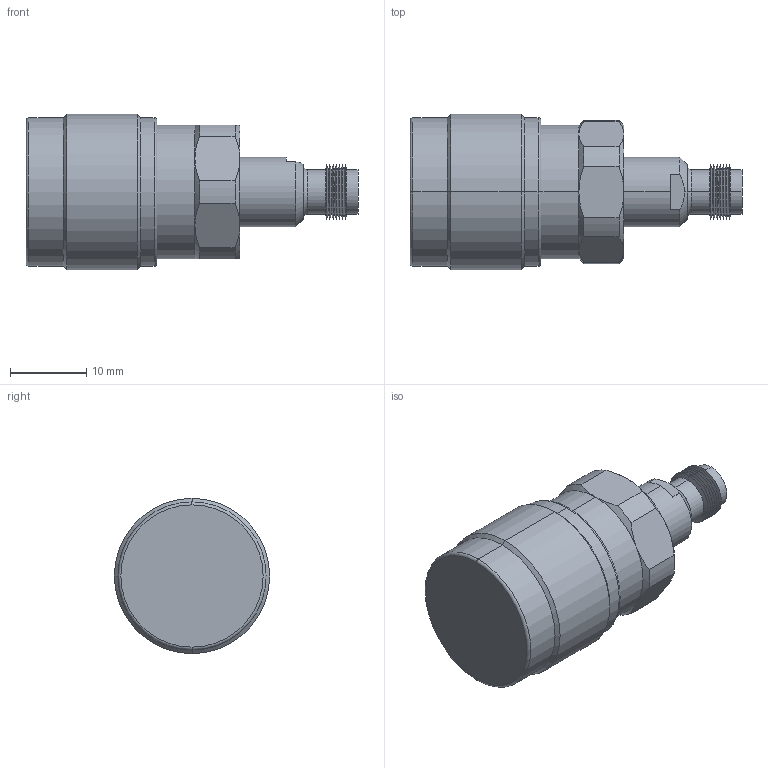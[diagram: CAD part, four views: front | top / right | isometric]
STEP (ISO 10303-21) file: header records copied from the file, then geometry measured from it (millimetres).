
FILE_DESCRIPTION (( 'STEP AP203' ), '1' );
FILE_NAME ('FMAD1330_3D.STEP', '2022-03-18T22:01:43', ( '' ), ( '' ), 'SwSTEP 2.0', 'SolidWorks 2021', '' );
FILE_SCHEMA (( 'CONFIG_CONTROL_DESIGN' ));
Length unit declared in the file: inch
Products named in the file (1): FMAD1330_3D
Bounding box: 43.43 x 20.32 x 20.32 mm (x, y, z)
Volume: 8773.6 mm3; surface area: 2805.3 mm2
Topology: 1 solids, 1 shells, 87 faces, 187 edges, 105 vertices
Faces by surface type: cone 46, cylinder 20, plane 15, torus 6
Entity records: 2492 total; most frequent: CARTESIAN_POINT 528, DIRECTION 427, ORIENTED_EDGE 374, EDGE_CURVE 187, AXIS2_PLACEMENT_3D 180, VERTEX_POINT 105, CIRCLE 92, EDGE_LOOP 90
